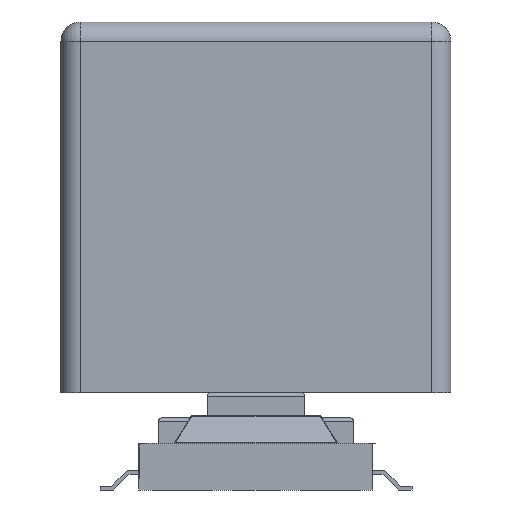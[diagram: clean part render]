
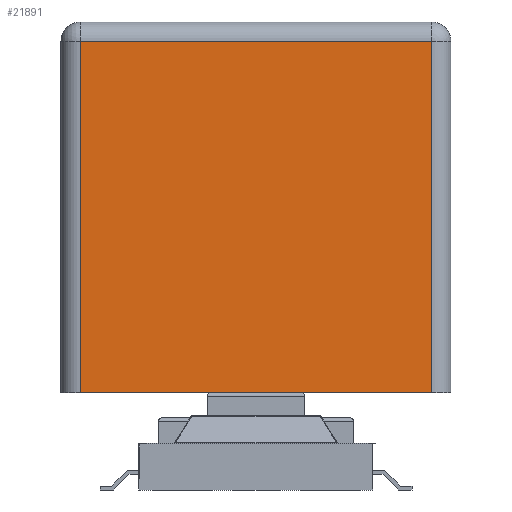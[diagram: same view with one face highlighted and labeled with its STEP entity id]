
A CAD part, front view. The second image highlights one B-rep face of the part: STEP entity #21891.
In plain terms, the highlighted planar face has unit normal (0, -1, 0).
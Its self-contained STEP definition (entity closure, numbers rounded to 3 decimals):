
#17020 = PLANE('',#17021);
#17021 = AXIS2_PLACEMENT_3D('',#17022,#17023,#17024);
#17022 = CARTESIAN_POINT('',(0.,-1.1,2.5));
#17023 = DIRECTION('',(-0.,-0.,-1.));
#17024 = DIRECTION('',(-1.,0.,0.));
#17048 = CYLINDRICAL_SURFACE('',#17049,0.5);
#17049 = AXIS2_PLACEMENT_3D('',#17050,#17051,#17052);
#17050 = CARTESIAN_POINT('',(-4.5,-4.6,2.5));
#17051 = DIRECTION('',(0.,0.,1.));
#17052 = DIRECTION('',(-1.,0.,0.));
#18718 = CYLINDRICAL_SURFACE('',#18719,0.5);
#18719 = AXIS2_PLACEMENT_3D('',#18720,#18721,#18722);
#18720 = CARTESIAN_POINT('',(4.5,-4.6,2.5));
#18721 = DIRECTION('',(0.,0.,1.));
#18722 = DIRECTION('',(1.,0.,0.));
#19719 = VERTEX_POINT('',#19720);
#19720 = CARTESIAN_POINT('',(4.5,-5.1,2.5));
#19742 = EDGE_CURVE('',#19719,#19743,#19745,.T.);
#19743 = VERTEX_POINT('',#19744);
#19744 = CARTESIAN_POINT('',(-4.5,-5.1,2.5));
#19745 = SURFACE_CURVE('',#19746,(#19750,#19757),.PCURVE_S1.);
#19746 = LINE('',#19747,#19748);
#19747 = CARTESIAN_POINT('',(5.,-5.1,2.5));
#19748 = VECTOR('',#19749,1.);
#19749 = DIRECTION('',(-1.,0.,0.));
#19750 = PCURVE('',#17020,#19751);
#19751 = DEFINITIONAL_REPRESENTATION('',(#19752),#19756);
#19752 = LINE('',#19753,#19754);
#19753 = CARTESIAN_POINT('',(-5.,-4.));
#19754 = VECTOR('',#19755,1.);
#19755 = DIRECTION('',(1.,0.));
#19756 = ( GEOMETRIC_REPRESENTATION_CONTEXT(2) 
PARAMETRIC_REPRESENTATION_CONTEXT() REPRESENTATION_CONTEXT('2D SPACE',''
  ) );
#19757 = PCURVE('',#19758,#19763);
#19758 = PLANE('',#19759);
#19759 = AXIS2_PLACEMENT_3D('',#19760,#19761,#19762);
#19760 = CARTESIAN_POINT('',(5.,-5.1,2.5));
#19761 = DIRECTION('',(0.,-1.,0.));
#19762 = DIRECTION('',(-1.,0.,0.));
#19763 = DEFINITIONAL_REPRESENTATION('',(#19764),#19768);
#19764 = LINE('',#19765,#19766);
#19765 = CARTESIAN_POINT('',(0.,-0.));
#19766 = VECTOR('',#19767,1.);
#19767 = DIRECTION('',(1.,0.));
#19768 = ( GEOMETRIC_REPRESENTATION_CONTEXT(2) 
PARAMETRIC_REPRESENTATION_CONTEXT() REPRESENTATION_CONTEXT('2D SPACE',''
  ) );
#19897 = EDGE_CURVE('',#19743,#19898,#19900,.T.);
#19898 = VERTEX_POINT('',#19899);
#19899 = CARTESIAN_POINT('',(-4.5,-5.1,11.5));
#19900 = SURFACE_CURVE('',#19901,(#19905,#19912),.PCURVE_S1.);
#19901 = LINE('',#19902,#19903);
#19902 = CARTESIAN_POINT('',(-4.5,-5.1,2.5));
#19903 = VECTOR('',#19904,1.);
#19904 = DIRECTION('',(0.,0.,1.));
#19905 = PCURVE('',#17048,#19906);
#19906 = DEFINITIONAL_REPRESENTATION('',(#19907),#19911);
#19907 = LINE('',#19908,#19909);
#19908 = CARTESIAN_POINT('',(1.571,0.));
#19909 = VECTOR('',#19910,1.);
#19910 = DIRECTION('',(0.,1.));
#19911 = ( GEOMETRIC_REPRESENTATION_CONTEXT(2) 
PARAMETRIC_REPRESENTATION_CONTEXT() REPRESENTATION_CONTEXT('2D SPACE',''
  ) );
#19912 = PCURVE('',#19758,#19913);
#19913 = DEFINITIONAL_REPRESENTATION('',(#19914),#19918);
#19914 = LINE('',#19915,#19916);
#19915 = CARTESIAN_POINT('',(9.5,0.));
#19916 = VECTOR('',#19917,1.);
#19917 = DIRECTION('',(0.,-1.));
#19918 = ( GEOMETRIC_REPRESENTATION_CONTEXT(2) 
PARAMETRIC_REPRESENTATION_CONTEXT() REPRESENTATION_CONTEXT('2D SPACE',''
  ) );
#21228 = EDGE_CURVE('',#19719,#21229,#21231,.T.);
#21229 = VERTEX_POINT('',#21230);
#21230 = CARTESIAN_POINT('',(4.5,-5.1,11.5));
#21231 = SURFACE_CURVE('',#21232,(#21236,#21243),.PCURVE_S1.);
#21232 = LINE('',#21233,#21234);
#21233 = CARTESIAN_POINT('',(4.5,-5.1,2.5));
#21234 = VECTOR('',#21235,1.);
#21235 = DIRECTION('',(0.,0.,1.));
#21236 = PCURVE('',#18718,#21237);
#21237 = DEFINITIONAL_REPRESENTATION('',(#21238),#21242);
#21238 = LINE('',#21239,#21240);
#21239 = CARTESIAN_POINT('',(-1.571,0.));
#21240 = VECTOR('',#21241,1.);
#21241 = DIRECTION('',(-0.,1.));
#21242 = ( GEOMETRIC_REPRESENTATION_CONTEXT(2) 
PARAMETRIC_REPRESENTATION_CONTEXT() REPRESENTATION_CONTEXT('2D SPACE',''
  ) );
#21243 = PCURVE('',#19758,#21244);
#21244 = DEFINITIONAL_REPRESENTATION('',(#21245),#21249);
#21245 = LINE('',#21246,#21247);
#21246 = CARTESIAN_POINT('',(0.5,0.));
#21247 = VECTOR('',#21248,1.);
#21248 = DIRECTION('',(0.,-1.));
#21249 = ( GEOMETRIC_REPRESENTATION_CONTEXT(2) 
PARAMETRIC_REPRESENTATION_CONTEXT() REPRESENTATION_CONTEXT('2D SPACE',''
  ) );
#21891 = ADVANCED_FACE('',(#21892),#19758,.T.);
#21892 = FACE_BOUND('',#21893,.T.);
#21893 = EDGE_LOOP('',(#21894,#21895,#21896,#21922));
#21894 = ORIENTED_EDGE('',*,*,#19742,.F.);
#21895 = ORIENTED_EDGE('',*,*,#21228,.T.);
#21896 = ORIENTED_EDGE('',*,*,#21897,.T.);
#21897 = EDGE_CURVE('',#21229,#19898,#21898,.T.);
#21898 = SURFACE_CURVE('',#21899,(#21903,#21910),.PCURVE_S1.);
#21899 = LINE('',#21900,#21901);
#21900 = CARTESIAN_POINT('',(5.,-5.1,11.5));
#21901 = VECTOR('',#21902,1.);
#21902 = DIRECTION('',(-1.,0.,0.));
#21903 = PCURVE('',#19758,#21904);
#21904 = DEFINITIONAL_REPRESENTATION('',(#21905),#21909);
#21905 = LINE('',#21906,#21907);
#21906 = CARTESIAN_POINT('',(0.,-9.));
#21907 = VECTOR('',#21908,1.);
#21908 = DIRECTION('',(1.,0.));
#21909 = ( GEOMETRIC_REPRESENTATION_CONTEXT(2) 
PARAMETRIC_REPRESENTATION_CONTEXT() REPRESENTATION_CONTEXT('2D SPACE',''
  ) );
#21910 = PCURVE('',#21911,#21916);
#21911 = CYLINDRICAL_SURFACE('',#21912,0.5);
#21912 = AXIS2_PLACEMENT_3D('',#21913,#21914,#21915);
#21913 = CARTESIAN_POINT('',(5.,-4.6,11.5));
#21914 = DIRECTION('',(-1.,0.,0.));
#21915 = DIRECTION('',(0.,-1.,0.));
#21916 = DEFINITIONAL_REPRESENTATION('',(#21917),#21921);
#21917 = LINE('',#21918,#21919);
#21918 = CARTESIAN_POINT('',(0.,0.));
#21919 = VECTOR('',#21920,1.);
#21920 = DIRECTION('',(0.,1.));
#21921 = ( GEOMETRIC_REPRESENTATION_CONTEXT(2) 
PARAMETRIC_REPRESENTATION_CONTEXT() REPRESENTATION_CONTEXT('2D SPACE',''
  ) );
#21922 = ORIENTED_EDGE('',*,*,#19897,.F.);
